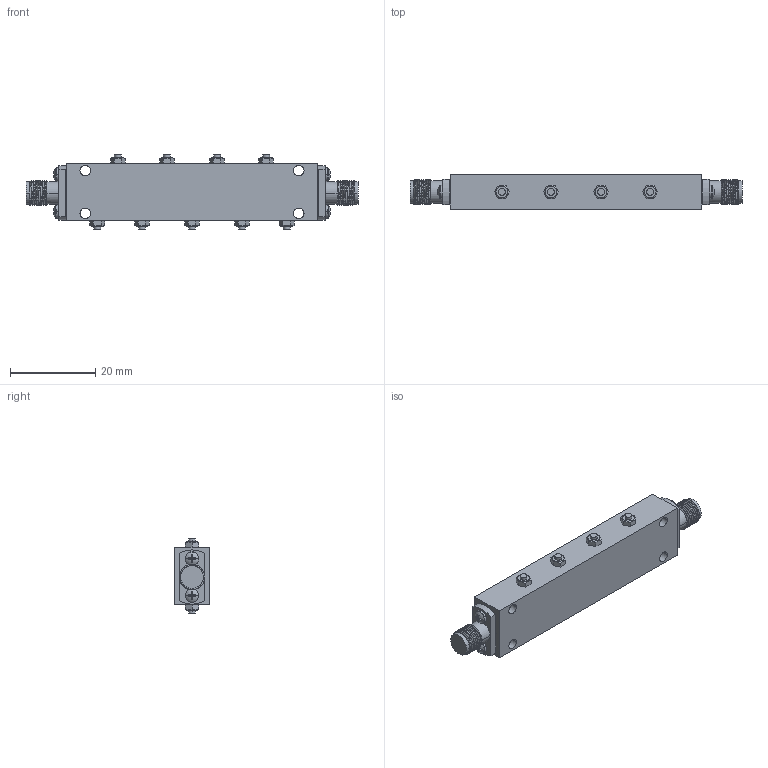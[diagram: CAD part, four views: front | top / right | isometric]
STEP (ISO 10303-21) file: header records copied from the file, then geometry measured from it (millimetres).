
FILE_DESCRIPTION (( 'STEP AP214' ), '1' );
FILE_NAME ('CF-B7-X1.STEP', '2025-10-06T19:15:46', ( '' ), ( '' ), 'SwSTEP 2.0', 'SolidWorks 2021', '' );
FILE_SCHEMA (( 'AUTOMOTIVE_DESIGN' ));
Length unit declared in the file: inch
Products named in the file (1): CF-B7-X1
Bounding box: 77.8 x 8 x 17.5 mm (x, y, z)
Volume: 6941.3 mm3; surface area: 3916.7 mm2
Topology: 1 solids, 12 shells, 403 faces, 998 edges, 638 vertices
Faces by surface type: plane 167, cylinder 132, cone 52, bspline 28, torus 16, sphere 8
Entity records: 21261 total; most frequent: CARTESIAN_POINT 6807, ORIENTED_EDGE 1996, DIRECTION 1872, EDGE_CURVE 998, AXIS2_PLACEMENT_3D 722, VERTEX_POINT 638, EDGE_LOOP 456, VECTOR 428
